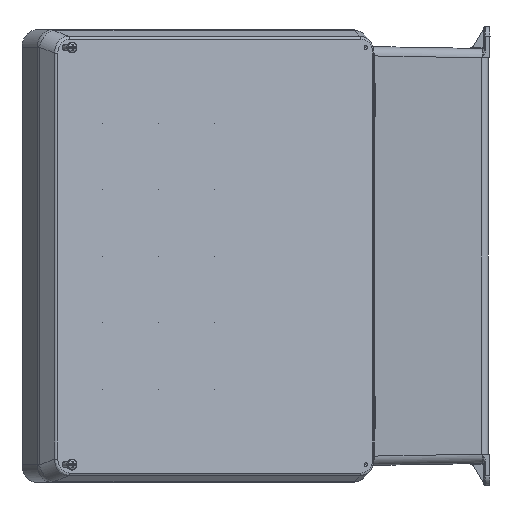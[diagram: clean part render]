
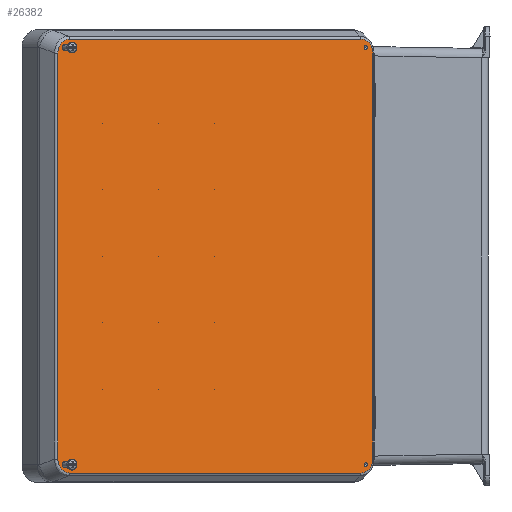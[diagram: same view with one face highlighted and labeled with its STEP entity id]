
A CAD part, left-side view. The second image highlights one B-rep face of the part: STEP entity #26382.
In plain terms, the highlighted face is planar.
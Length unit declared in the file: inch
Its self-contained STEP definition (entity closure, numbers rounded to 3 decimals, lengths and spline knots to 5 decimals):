
#143 = CARTESIAN_POINT ( 'NONE',  ( 0., 0., -0.31456 ) ) ;
#536 = ORIENTED_EDGE ( 'NONE', *, *, #25221, .T. ) ;
#671 = DIRECTION ( 'NONE',  ( 0., 0., 1. ) ) ;
#868 = CARTESIAN_POINT ( 'NONE',  ( -5.86991, 0., -15.00544 ) ) ;
#939 = VECTOR ( 'NONE', #8221, 39.37008 ) ;
#1144 = CARTESIAN_POINT ( 'NONE',  ( -5.86991, 0., -0.31456 ) ) ;
#1233 = AXIS2_PLACEMENT_3D ( 'NONE', #13743, #31470, #16294 ) ;
#1310 = CARTESIAN_POINT ( 'NONE',  ( -5.86991, 0., -15.00544 ) ) ;
#1708 = VERTEX_POINT ( 'NONE', #17046 ) ;
#1773 = AXIS2_PLACEMENT_3D ( 'NONE', #12928, #30665, #15470 ) ;
#1968 = VERTEX_POINT ( 'NONE', #6331 ) ;
#2392 =( BOUNDED_CURVE ( )  B_SPLINE_CURVE ( 3, ( #21603, #6263, #24121, #8856 ),
 .UNSPECIFIED., .F., .F. ) 
 B_SPLINE_CURVE_WITH_KNOTS ( ( 4, 4 ),
 ( 2.40401, 3.87917 ),
 .UNSPECIFIED. ) 
 CURVE ( )  GEOMETRIC_REPRESENTATION_ITEM ( )  RATIONAL_B_SPLINE_CURVE ( ( 1., 0.827, 0.827, 1. ) ) 
 REPRESENTATION_ITEM ( '' )  );
#2922 = ORIENTED_EDGE ( 'NONE', *, *, #2993, .F. ) ;
#2949 = AXIS2_PLACEMENT_3D ( 'NONE', #20362, #4982, #22896 ) ;
#2993 = EDGE_CURVE ( 'NONE', #1968, #24412, #2392, .T. ) ;
#3172 = EDGE_CURVE ( 'NONE', #27463, #27463, #9235, .T. ) ;
#3554 = FACE_BOUND ( 'NONE', #20953, .T. ) ;
#3590 = FACE_BOUND ( 'NONE', #10123, .T. ) ;
#3842 = CARTESIAN_POINT ( 'NONE',  ( 6.34544, 0., -0.81219 ) ) ;
#3974 = FACE_OUTER_BOUND ( 'NONE', #6352, .T. ) ;
#4033 = FACE_BOUND ( 'NONE', #32991, .T. ) ;
#4146 = AXIS2_PLACEMENT_3D ( 'NONE', #31224, #16031, #671 ) ;
#4218 = CARTESIAN_POINT ( 'NONE',  ( 6.34544, 0., -0.79009 ) ) ;
#4339 = FACE_BOUND ( 'NONE', #20824, .T. ) ;
#4453 = VERTEX_POINT ( 'NONE', #24973 ) ;
#4769 = CARTESIAN_POINT ( 'NONE',  ( 6.66, 0., 0. ) ) ;
#4840 = CARTESIAN_POINT ( 'NONE',  ( 5.86991, 0., -0.31456 ) ) ;
#4982 = DIRECTION ( 'NONE',  ( 0., 1., 0. ) ) ;
#5268 = CIRCLE ( 'NONE', #4146, 0.06299 ) ;
#5754 = EDGE_CURVE ( 'NONE', #20885, #8115, #29237, .T. ) ;
#5753 = CARTESIAN_POINT ( 'NONE',  ( -6.34544, 0., -14.52991 ) ) ;
#6263 = CARTESIAN_POINT ( 'NONE',  ( -6.34544, 0., -0.50629 ) ) ;
#6331 = CARTESIAN_POINT ( 'NONE',  ( -6.34544, 0., -0.79009 ) ) ;
#6352 = EDGE_LOOP ( 'NONE', ( #536, #30481, #2922, #13808, #12710, #17043, #27524, #27831 ) ) ;
#6471 = CARTESIAN_POINT ( 'NONE',  ( -6.34544, 0., -14.52991 ) ) ;
#7881 = ORIENTED_EDGE ( 'NONE', *, *, #18204, .T. ) ;
#8115 = VERTEX_POINT ( 'NONE', #4218 ) ;
#8221 = DIRECTION ( 'NONE',  ( -1., 0., 0. ) ) ;
#8796 = CIRCLE ( 'NONE', #1773, 0.1122 ) ;
#8856 = CARTESIAN_POINT ( 'NONE',  ( -5.86991, 0., -0.31456 ) ) ;
#9235 = CIRCLE ( 'NONE', #2949, 0.1122 ) ;
#10030 = CARTESIAN_POINT ( 'NONE',  ( 6.34544, 0., -14.52991 ) ) ;
#10123 = EDGE_LOOP ( 'NONE', ( #32049 ) ) ;
#10483 = EDGE_CURVE ( 'NONE', #22334, #22334, #8796, .T. ) ;
#11674 = DIRECTION ( 'NONE',  ( 0., 0., 1. ) ) ;
#12569 = VERTEX_POINT ( 'NONE', #1310 ) ;
#12630 = CARTESIAN_POINT ( 'NONE',  ( 6.15371, 0., -15.00544 ) ) ;
#12710 = ORIENTED_EDGE ( 'NONE', *, *, #22986, .T. ) ;
#12928 = CARTESIAN_POINT ( 'NONE',  ( -6.05905, 0., -0.60095 ) ) ;
#12980 = EDGE_CURVE ( 'NONE', #20777, #20777, #28895, .T. ) ;
#13400 = CARTESIAN_POINT ( 'NONE',  ( 6.34544, 0., -14.52991 ) ) ;
#13743 = CARTESIAN_POINT ( 'NONE',  ( 6.05905, 0., -0.60095 ) ) ;
#13808 = ORIENTED_EDGE ( 'NONE', *, *, #31081, .F. ) ;
#14282 = ORIENTED_EDGE ( 'NONE', *, *, #10483, .F. ) ;
#14577 = EDGE_CURVE ( 'NONE', #1708, #24412, #21192, .T. ) ;
#14859 = CARTESIAN_POINT ( 'NONE',  ( -6.05905, 0., -14.60685 ) ) ;
#15117 = DIRECTION ( 'NONE',  ( 0., 1., 0. ) ) ;
#15470 = DIRECTION ( 'NONE',  ( 0., 0., -1. ) ) ;
#15509 = DIRECTION ( 'NONE',  ( -1., 0., 0. ) ) ;
#15551 = EDGE_CURVE ( 'NONE', #4453, #12569, #16454, .T. ) ;
#16031 = DIRECTION ( 'NONE',  ( 0., 1., 0. ) ) ;
#16223 = CARTESIAN_POINT ( 'NONE',  ( -6.15371, 0., -15.00544 ) ) ;
#16294 = DIRECTION ( 'NONE',  ( 0., 0., -1. ) ) ;
#16454 = LINE ( 'NONE', #26084, #939 ) ;
#17043 = ORIENTED_EDGE ( 'NONE', *, *, #15551, .F. ) ;
#17046 = CARTESIAN_POINT ( 'NONE',  ( 5.86991, 0., -0.31456 ) ) ;
#17663 = CARTESIAN_POINT ( 'NONE',  ( 6.34544, 0., -0.79009 ) ) ;
#17945 = VERTEX_POINT ( 'NONE', #27702 ) ;
#18204 = EDGE_CURVE ( 'NONE', #17945, #17945, #5268, .T. ) ;
#19204 = DIRECTION ( 'NONE',  ( 0., 0., 1. ) ) ;
#19491 =( BOUNDED_CURVE ( )  B_SPLINE_CURVE ( 3, ( #10030, #27826, #12630, #30378 ),
 .UNSPECIFIED., .F., .F. ) 
 B_SPLINE_CURVE_WITH_KNOTS ( ( 4, 4 ),
 ( 2.40401, 3.87917 ),
 .UNSPECIFIED. ) 
 CURVE ( )  GEOMETRIC_REPRESENTATION_ITEM ( )  RATIONAL_B_SPLINE_CURVE ( ( 1., 0.827, 0.827, 1. ) ) 
 REPRESENTATION_ITEM ( '' )  );
#19768 = EDGE_CURVE ( 'NONE', #20885, #4453, #19491, .T. ) ;
#20222 = CARTESIAN_POINT ( 'NONE',  ( 6.15371, 0., -0.31456 ) ) ;
#20362 = CARTESIAN_POINT ( 'NONE',  ( -6.05905, 0., -14.71905 ) ) ;
#20777 = VERTEX_POINT ( 'NONE', #27467 ) ;
#20824 = EDGE_LOOP ( 'NONE', ( #22296 ) ) ;
#20885 = VERTEX_POINT ( 'NONE', #13400 ) ;
#20953 = EDGE_LOOP ( 'NONE', ( #7881 ) ) ;
#21192 = LINE ( 'NONE', #143, #23221 ) ;
#21603 = CARTESIAN_POINT ( 'NONE',  ( -6.34544, 0., -0.79009 ) ) ;
#22296 = ORIENTED_EDGE ( 'NONE', *, *, #12980, .F. ) ;
#22316 = VECTOR ( 'NONE', #11674, 39.37008 ) ;
#22334 = VERTEX_POINT ( 'NONE', #27364 ) ;
#22896 = DIRECTION ( 'NONE',  ( 0., 0., 1. ) ) ;
#22986 = EDGE_CURVE ( 'NONE', #31087, #12569, #24486, .T. ) ;
#23147 = LINE ( 'NONE', #26883, #22316 ) ;
#23221 = VECTOR ( 'NONE', #15509, 39.37008 ) ;
#23819 = AXIS2_PLACEMENT_3D ( 'NONE', #4769, #15117, #32808 ) ;
#24121 = CARTESIAN_POINT ( 'NONE',  ( -6.15371, 0., -0.31456 ) ) ;
#24412 = VERTEX_POINT ( 'NONE', #1144 ) ;
#24486 =( BOUNDED_CURVE ( )  B_SPLINE_CURVE ( 3, ( #5753, #28912, #16223, #868 ),
 .UNSPECIFIED., .F., .F. ) 
 B_SPLINE_CURVE_WITH_KNOTS ( ( 4, 4 ),
 ( 2.40401, 3.87917 ),
 .UNSPECIFIED. ) 
 CURVE ( )  GEOMETRIC_REPRESENTATION_ITEM ( )  RATIONAL_B_SPLINE_CURVE ( ( 1., 0.827, 0.827, 1. ) ) 
 REPRESENTATION_ITEM ( '' )  );
#24973 = CARTESIAN_POINT ( 'NONE',  ( 5.86991, 0., -15.00544 ) ) ;
#25184 = PLANE ( 'NONE',  #23819 ) ;
#25221 = EDGE_CURVE ( 'NONE', #8115, #1708, #31016, .T. ) ;
#26084 = CARTESIAN_POINT ( 'NONE',  ( 0., 0., -15.00544 ) ) ;
#26382 = ADVANCED_FACE ( 'NONE', ( #4033, #4339, #3974, #3590, #3554 ), #25184, .F. ) ;
#26883 = CARTESIAN_POINT ( 'NONE',  ( -6.34544, 0., -0.81219 ) ) ;
#27364 = CARTESIAN_POINT ( 'NONE',  ( -6.05905, 0., -0.71315 ) ) ;
#27463 = VERTEX_POINT ( 'NONE', #14859 ) ;
#27467 = CARTESIAN_POINT ( 'NONE',  ( 6.05905, 0., -0.66394 ) ) ;
#27524 = ORIENTED_EDGE ( 'NONE', *, *, #19768, .F. ) ;
#27702 = CARTESIAN_POINT ( 'NONE',  ( 6.05905, 0., -14.65606 ) ) ;
#27826 = CARTESIAN_POINT ( 'NONE',  ( 6.34544, 0., -14.81371 ) ) ;
#27831 = ORIENTED_EDGE ( 'NONE', *, *, #5754, .T. ) ;
#28895 = CIRCLE ( 'NONE', #1233, 0.06299 ) ;
#28912 = CARTESIAN_POINT ( 'NONE',  ( -6.34544, 0., -14.81371 ) ) ;
#29204 = VECTOR ( 'NONE', #19204, 39.37008 ) ;
#29237 = LINE ( 'NONE', #3842, #29204 ) ;
#29985 = CARTESIAN_POINT ( 'NONE',  ( 6.34544, 0., -0.50629 ) ) ;
#30378 = CARTESIAN_POINT ( 'NONE',  ( 5.86991, 0., -15.00544 ) ) ;
#30481 = ORIENTED_EDGE ( 'NONE', *, *, #14577, .T. ) ;
#30665 = DIRECTION ( 'NONE',  ( 0., -1., 0. ) ) ;
#31016 =( BOUNDED_CURVE ( )  B_SPLINE_CURVE ( 3, ( #17663, #29985, #20222, #4840 ),
 .UNSPECIFIED., .F., .F. ) 
 B_SPLINE_CURVE_WITH_KNOTS ( ( 4, 4 ),
 ( 2.40401, 3.87917 ),
 .UNSPECIFIED. ) 
 CURVE ( )  GEOMETRIC_REPRESENTATION_ITEM ( )  RATIONAL_B_SPLINE_CURVE ( ( 1., 0.827, 0.827, 1. ) ) 
 REPRESENTATION_ITEM ( '' )  );
#31081 = EDGE_CURVE ( 'NONE', #31087, #1968, #23147, .T. ) ;
#31087 = VERTEX_POINT ( 'NONE', #6471 ) ;
#31224 = CARTESIAN_POINT ( 'NONE',  ( 6.05905, 0., -14.71905 ) ) ;
#31470 = DIRECTION ( 'NONE',  ( 0., -1., 0. ) ) ;
#32049 = ORIENTED_EDGE ( 'NONE', *, *, #3172, .T. ) ;
#32808 = DIRECTION ( 'NONE',  ( 0., 0., 1. ) ) ;
#32991 = EDGE_LOOP ( 'NONE', ( #14282 ) ) ;
